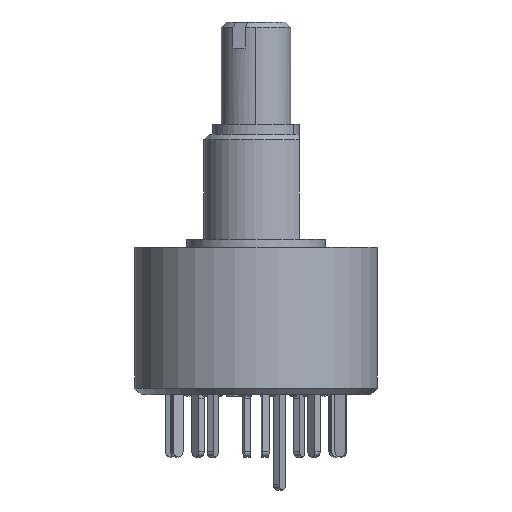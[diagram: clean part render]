
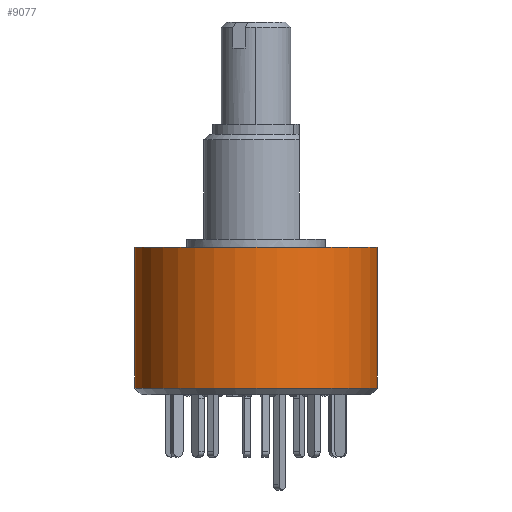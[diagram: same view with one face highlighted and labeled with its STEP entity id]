
A CAD part, left-side view. The second image highlights one B-rep face of the part: STEP entity #9077.
In plain terms, the highlighted cylindrical face has radius 7 mm (diameter 14 mm), a partial arc.
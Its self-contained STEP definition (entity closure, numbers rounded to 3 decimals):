
#151 = DIRECTION ( 'NONE',  ( 0., 0., 1. ) ) ;
#585 = CYLINDRICAL_SURFACE ( 'NONE', #11531, 7. ) ;
#642 = ORIENTED_EDGE ( 'NONE', *, *, #3607, .T. ) ;
#1481 = LINE ( 'NONE', #2010, #13955 ) ;
#1597 = VERTEX_POINT ( 'NONE', #7319 ) ;
#1600 = AXIS2_PLACEMENT_3D ( 'NONE', #13612, #12287, #2744 ) ;
#1621 = VERTEX_POINT ( 'NONE', #2323 ) ;
#1652 = VERTEX_POINT ( 'NONE', #3802 ) ;
#1802 = DIRECTION ( 'NONE',  ( 0., 0., -1. ) ) ;
#1862 = ORIENTED_EDGE ( 'NONE', *, *, #10666, .F. ) ;
#1913 = CIRCLE ( 'NONE', #12004, 7. ) ;
#2010 = CARTESIAN_POINT ( 'NONE',  ( 0., 7., -0.45 ) ) ;
#2323 = CARTESIAN_POINT ( 'NONE',  ( 0., -7., -8.574 ) ) ;
#2744 = DIRECTION ( 'NONE',  ( 0., -1., 0. ) ) ;
#3372 = DIRECTION ( 'NONE',  ( 0., 0., -1. ) ) ;
#3607 = EDGE_CURVE ( 'NONE', #9628, #1621, #1913, .T. ) ;
#3802 = CARTESIAN_POINT ( 'NONE',  ( 0., -7., -0.45 ) ) ;
#3850 = CARTESIAN_POINT ( 'NONE',  ( 0., 0., -8.574 ) ) ;
#4017 = EDGE_LOOP ( 'NONE', ( #1862, #9055, #13453, #642 ) ) ;
#4121 = DIRECTION ( 'NONE',  ( 0., 0., -1. ) ) ;
#4266 = CARTESIAN_POINT ( 'NONE',  ( 0., 7., -8.574 ) ) ;
#5824 = FACE_OUTER_BOUND ( 'NONE', #4017, .T. ) ;
#6243 = EDGE_CURVE ( 'NONE', #1597, #1652, #8898, .T. ) ;
#6498 = VECTOR ( 'NONE', #3372, 1000. ) ;
#7319 = CARTESIAN_POINT ( 'NONE',  ( 0., 7., -0.45 ) ) ;
#7485 = DIRECTION ( 'NONE',  ( 0., 1., 0. ) ) ;
#7563 = DIRECTION ( 'NONE',  ( 0., -1., 0. ) ) ;
#8404 = CARTESIAN_POINT ( 'NONE',  ( 0., -7., -0.45 ) ) ;
#8898 = CIRCLE ( 'NONE', #1600, 7. ) ;
#9055 = ORIENTED_EDGE ( 'NONE', *, *, #6243, .F. ) ;
#9077 = ADVANCED_FACE ( 'NONE', ( #5824 ), #585, .T. ) ;
#9628 = VERTEX_POINT ( 'NONE', #4266 ) ;
#10666 = EDGE_CURVE ( 'NONE', #1652, #1621, #13306, .T. ) ;
#11531 = AXIS2_PLACEMENT_3D ( 'NONE', #14792, #4121, #7485 ) ;
#12004 = AXIS2_PLACEMENT_3D ( 'NONE', #3850, #151, #7563 ) ;
#12287 = DIRECTION ( 'NONE',  ( 0., 0., 1. ) ) ;
#13016 = EDGE_CURVE ( 'NONE', #1597, #9628, #1481, .T. ) ;
#13306 = LINE ( 'NONE', #8404, #6498 ) ;
#13453 = ORIENTED_EDGE ( 'NONE', *, *, #13016, .T. ) ;
#13612 = CARTESIAN_POINT ( 'NONE',  ( 0., 0., -0.45 ) ) ;
#13955 = VECTOR ( 'NONE', #1802, 1000. ) ;
#14792 = CARTESIAN_POINT ( 'NONE',  ( 0., 0., -0.45 ) ) ;
